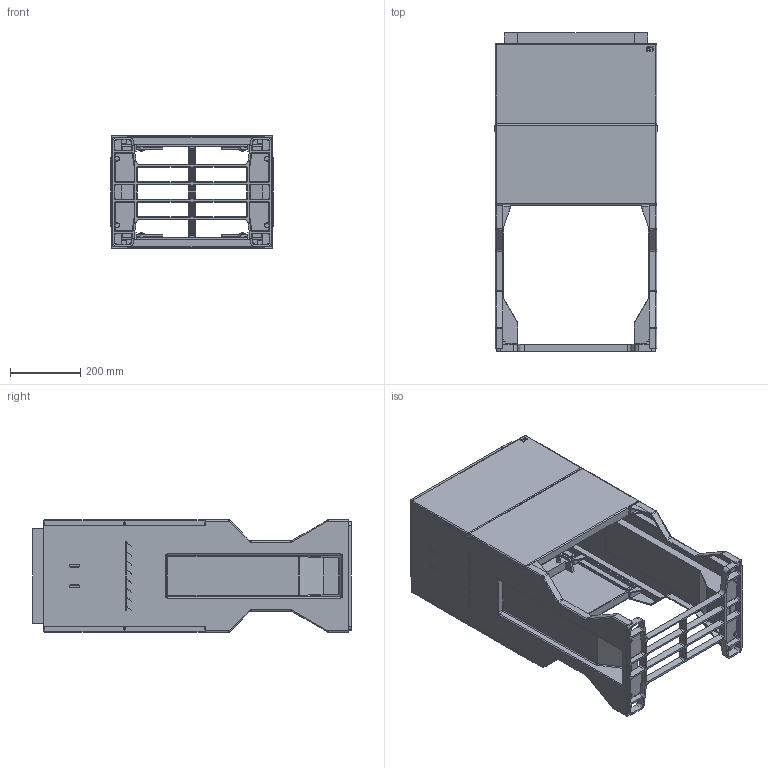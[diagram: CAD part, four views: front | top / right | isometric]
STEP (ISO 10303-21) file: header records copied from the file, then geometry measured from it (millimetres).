
FILE_DESCRIPTION((''),'2;1');
FILE_NAME('001601610_KVR_P_00_ASM','2021-05-27T',('marketing.praksa'),('Audax d.o.o.'),'CREO PARAMETRIC BY PTC INC, 2017480','CREO PARAMETRIC BY PTC INC, 2017480','');
FILE_SCHEMA(('AUTOMOTIVE_DESIGN { 1 0 10303 214 1 1 1 1 }'));
Products named in the file (18): KRATA_FUNDAMENTU_DIN_00_1; ROZP_RKA_FUNDAMENTU_320_1_1; PODSTAWA_DIN-BOK_DETAL_1_1; PODK-ZACISKOWA_O_8_1_2_3_1; PN-M-82144_NAKR_TKA_SZE_CI-86_1; REWIZJA_1; PN-EN_24014_M8__RUBA_Z__BEM_S_2; PODK_ADKA_FUNDAMENTU_1_1; PODSTAWA_DIN-POKRYWA_460_DETA_1; RYGIEL_1_2_3_4_1; PN-M-82144_NAKR_TKA_SZE_C-132_1; PODSTAWA_DIN-BOK_Z_OTW_1_1; PRT9530_1_1; PRT9530_1_2; PRT9530_1_3; PRT9530_1_ASM; PRT8161_1; 001601610_KVR_P_00_ASM
Assembly tree (38 placements, depth 3):
  001601610_KVR_P_00_ASM
    KRATA_FUNDAMENTU_DIN_00_1
    ROZP_RKA_FUNDAMENTU_320_1_1
    PODSTAWA_DIN-BOK_DETAL_1_1
    PODK-ZACISKOWA_O_8_1_2_3_1  x4
    PN-M-82144_NAKR_TKA_SZE_CI-86_1  x4
    REWIZJA_1  x2
    PN-EN_24014_M8__RUBA_Z__BEM_S_2  x4
    PODK_ADKA_FUNDAMENTU_1_1  x4
    PODSTAWA_DIN-POKRYWA_460_DETA_1  x3
    RYGIEL_1_2_3_4_1  x4
    PN-M-82144_NAKR_TKA_SZE_C-132_1  x4
    PODSTAWA_DIN-BOK_Z_OTW_1_1
    PRT9530_1_ASM
      PRT9530_1_1
      PRT9530_1_2
      PRT9530_1_3
    PRT8161_1
Bounding box: 463 x 907.25 x 320 mm (x, y, z)
Volume: 6260420 mm3; surface area: 3100467.4 mm2
Topology: 37 solids, 37 shells, 3595 faces, 9428 edges, 5886 vertices
Faces by surface type: plane 1747, cylinder 824, cone 688, torus 128, sphere 128, bspline 80
Entity records: 103761 total; most frequent: CARTESIAN_POINT 16761, ORIENTED_EDGE 12062, DIRECTION 11735, PRESENTATION_STYLE_ASSIGNMENT 7559, STYLED_ITEM 7559, CURVE_STYLE 6031, EDGE_CURVE 6031, AXIS2_PLACEMENT_3D 3935
